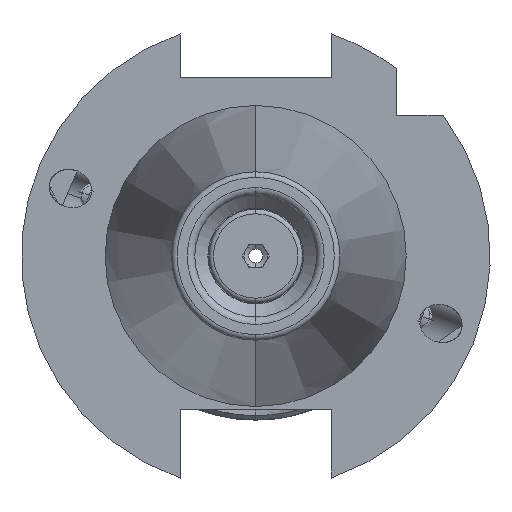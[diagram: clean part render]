
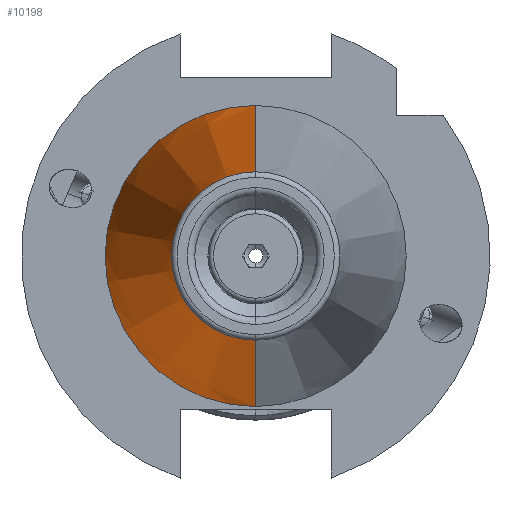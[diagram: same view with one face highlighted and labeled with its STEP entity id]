
A CAD part, left-side view. The second image highlights one B-rep face of the part: STEP entity #10198.
In plain terms, the highlighted conical face has half-angle 8.297 degrees and reference radius 16.05 mm.
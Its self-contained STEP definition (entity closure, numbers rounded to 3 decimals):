
#528 = AXIS2_PLACEMENT_3D ( 'NONE', #7999, #16053, #14742 ) ;
#544 = ORIENTED_EDGE ( 'NONE', *, *, #2270, .T. ) ;
#1549 = FACE_OUTER_BOUND ( 'NONE', #13646, .T. ) ;
#1842 = VERTEX_POINT ( 'NONE', #17334 ) ;
#1908 = DIRECTION ( 'NONE',  ( 0.99, 0., 0.144 ) ) ;
#2270 = EDGE_CURVE ( 'NONE', #1842, #15582, #8090, .T. ) ;
#2677 = CARTESIAN_POINT ( 'NONE',  ( 1.2, 0., -16.05 ) ) ;
#4623 = CARTESIAN_POINT ( 'NONE',  ( 1.2, 0., 16.05 ) ) ;
#4674 = CARTESIAN_POINT ( 'NONE',  ( 1.2, 0., -16.05 ) ) ;
#4926 = CIRCLE ( 'NONE', #11420, 16.05 ) ;
#5240 = ORIENTED_EDGE ( 'NONE', *, *, #9922, .T. ) ;
#5946 = DIRECTION ( 'NONE',  ( -1., 0., 0. ) ) ;
#5957 = EDGE_CURVE ( 'NONE', #17036, #1842, #9456, .T. ) ;
#6907 = LINE ( 'NONE', #2677, #17190 ) ;
#7560 = DIRECTION ( 'NONE',  ( 1., 0., 0. ) ) ;
#7665 = VECTOR ( 'NONE', #1908, 1000. ) ;
#7999 = CARTESIAN_POINT ( 'NONE',  ( 1.2, 0., 0. ) ) ;
#8090 = LINE ( 'NONE', #13921, #7665 ) ;
#8804 = VERTEX_POINT ( 'NONE', #4674 ) ;
#9456 = CIRCLE ( 'NONE', #14196, 8.979 ) ;
#9922 = EDGE_CURVE ( 'NONE', #15582, #8804, #4926, .T. ) ;
#10198 = ADVANCED_FACE ( 'NONE', ( #1549 ), #17274, .T. ) ;
#11420 = AXIS2_PLACEMENT_3D ( 'NONE', #13994, #5946, #15364 ) ;
#11660 = ORIENTED_EDGE ( 'NONE', *, *, #5957, .T. ) ;
#12083 = DIRECTION ( 'NONE',  ( 0.99, 0., -0.144 ) ) ;
#12274 = ORIENTED_EDGE ( 'NONE', *, *, #13765, .F. ) ;
#13646 = EDGE_LOOP ( 'NONE', ( #11660, #544, #5240, #12274 ) ) ;
#13765 = EDGE_CURVE ( 'NONE', #17036, #8804, #6907, .T. ) ;
#13921 = CARTESIAN_POINT ( 'NONE',  ( 1.2, 0., 16.05 ) ) ;
#13994 = CARTESIAN_POINT ( 'NONE',  ( 1.2, 0., 0. ) ) ;
#14196 = AXIS2_PLACEMENT_3D ( 'NONE', #15613, #7560, #16950 ) ;
#14742 = DIRECTION ( 'NONE',  ( 0., 0., -1. ) ) ;
#15319 = CARTESIAN_POINT ( 'NONE',  ( -47.287, 0., -8.979 ) ) ;
#15364 = DIRECTION ( 'NONE',  ( 0., 0., 1. ) ) ;
#15582 = VERTEX_POINT ( 'NONE', #4623 ) ;
#15613 = CARTESIAN_POINT ( 'NONE',  ( -47.287, 0., 0. ) ) ;
#16053 = DIRECTION ( 'NONE',  ( 1., 0., 0. ) ) ;
#16950 = DIRECTION ( 'NONE',  ( 0., 0., 1. ) ) ;
#17036 = VERTEX_POINT ( 'NONE', #15319 ) ;
#17190 = VECTOR ( 'NONE', #12083, 1000. ) ;
#17274 = CONICAL_SURFACE ( 'NONE', #528, 16.05, 0.145 ) ;
#17334 = CARTESIAN_POINT ( 'NONE',  ( -47.287, 0., 8.979 ) ) ;
